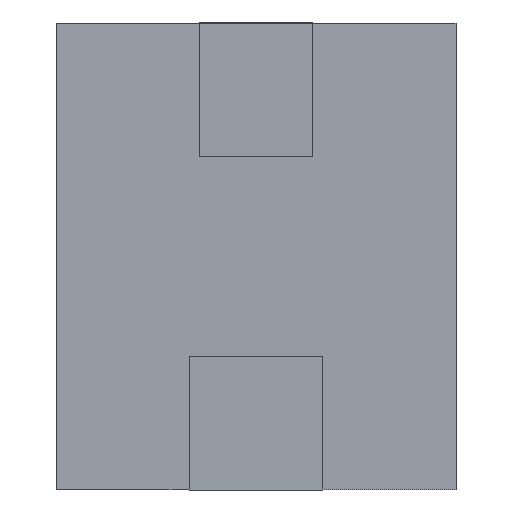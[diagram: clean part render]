
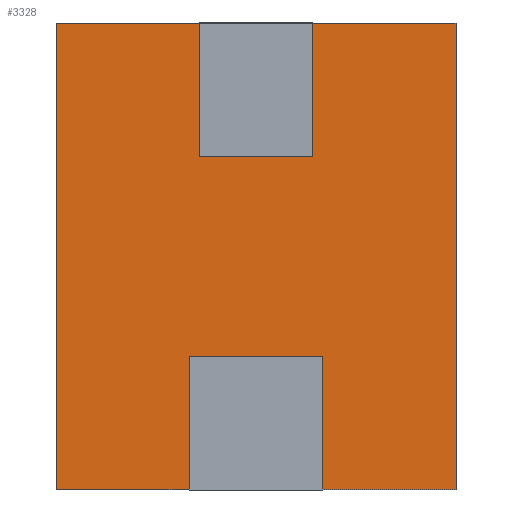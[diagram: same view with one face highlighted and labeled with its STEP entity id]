
A CAD part, front view. The second image highlights one B-rep face of the part: STEP entity #3328.
In plain terms, the highlighted planar face has unit normal (0, -1, 0).
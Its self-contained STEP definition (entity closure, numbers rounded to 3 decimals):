
#44 = CARTESIAN_POINT ( 'NONE',  ( 3., 0., -3.5 ) ) ;
#171 = EDGE_CURVE ( 'NONE', #5877, #2470, #6638, .T. ) ;
#367 = PLANE ( 'NONE',  #800 ) ;
#405 = LINE ( 'NONE', #5073, #2482 ) ;
#444 = CARTESIAN_POINT ( 'NONE',  ( -3., 0., 3.5 ) ) ;
#645 = VECTOR ( 'NONE', #1813, 1000. ) ;
#737 = CARTESIAN_POINT ( 'NONE',  ( 3., 0., 3.5 ) ) ;
#800 = AXIS2_PLACEMENT_3D ( 'NONE', #8385, #5703, #5793 ) ;
#900 = LINE ( 'NONE', #2652, #4839 ) ;
#1063 = CARTESIAN_POINT ( 'NONE',  ( 3., 0., 3.5 ) ) ;
#1094 = VERTEX_POINT ( 'NONE', #4044 ) ;
#1113 = DIRECTION ( 'NONE',  ( 1., 0., 0. ) ) ;
#1124 = EDGE_CURVE ( 'NONE', #2470, #1780, #7330, .T. ) ;
#1141 = ORIENTED_EDGE ( 'NONE', *, *, #8603, .T. ) ;
#1257 = VECTOR ( 'NONE', #8581, 1000. ) ;
#1296 = DIRECTION ( 'NONE',  ( 1., 0., 0. ) ) ;
#1472 = LINE ( 'NONE', #8528, #1257 ) ;
#1579 = CARTESIAN_POINT ( 'NONE',  ( 0.85, 0., 3.5 ) ) ;
#1612 = ORIENTED_EDGE ( 'NONE', *, *, #5284, .T. ) ;
#1780 = VERTEX_POINT ( 'NONE', #2502 ) ;
#1813 = DIRECTION ( 'NONE',  ( -1., 0., 0. ) ) ;
#2011 = EDGE_CURVE ( 'NONE', #5655, #1094, #900, .T. ) ;
#2470 = VERTEX_POINT ( 'NONE', #5367 ) ;
#2482 = VECTOR ( 'NONE', #1113, 1000. ) ;
#2502 = CARTESIAN_POINT ( 'NONE',  ( 3., 0., 3.5 ) ) ;
#2652 = CARTESIAN_POINT ( 'NONE',  ( -0.85, 0., 0. ) ) ;
#2920 = LINE ( 'NONE', #5943, #4666 ) ;
#3262 = VERTEX_POINT ( 'NONE', #1579 ) ;
#3328 = ADVANCED_FACE ( 'NONE', ( #5190 ), #367, .F. ) ;
#3341 = VECTOR ( 'NONE', #7640, 1000. ) ;
#3389 = EDGE_CURVE ( 'NONE', #7004, #3262, #2920, .T. ) ;
#3840 = ORIENTED_EDGE ( 'NONE', *, *, #3389, .F. ) ;
#3855 = DIRECTION ( 'NONE',  ( 0., 0., 1. ) ) ;
#3949 = ORIENTED_EDGE ( 'NONE', *, *, #171, .T. ) ;
#4044 = CARTESIAN_POINT ( 'NONE',  ( -0.85, 0., 1.5 ) ) ;
#4049 = DIRECTION ( 'NONE',  ( 0., 0., -1. ) ) ;
#4432 = VECTOR ( 'NONE', #7509, 1000. ) ;
#4666 = VECTOR ( 'NONE', #3855, 1000. ) ;
#4839 = VECTOR ( 'NONE', #4049, 1000. ) ;
#4873 = VECTOR ( 'NONE', #1296, 1000. ) ;
#4890 = LINE ( 'NONE', #444, #3341 ) ;
#5073 = CARTESIAN_POINT ( 'NONE',  ( 0., 0., 1.5 ) ) ;
#5190 = FACE_OUTER_BOUND ( 'NONE', #7638, .T. ) ;
#5216 = CARTESIAN_POINT ( 'NONE',  ( -3., 0., -3.5 ) ) ;
#5284 = EDGE_CURVE ( 'NONE', #1780, #3262, #8214, .T. ) ;
#5367 = CARTESIAN_POINT ( 'NONE',  ( 3., 0., -3.5 ) ) ;
#5389 = ORIENTED_EDGE ( 'NONE', *, *, #2011, .F. ) ;
#5432 = ORIENTED_EDGE ( 'NONE', *, *, #1124, .T. ) ;
#5655 = VERTEX_POINT ( 'NONE', #8175 ) ;
#5703 = DIRECTION ( 'NONE',  ( 0., 1., 0. ) ) ;
#5793 = DIRECTION ( 'NONE',  ( 0., 0., 1. ) ) ;
#5877 = VERTEX_POINT ( 'NONE', #5216 ) ;
#5943 = CARTESIAN_POINT ( 'NONE',  ( 0.85, 0., 0. ) ) ;
#6638 = LINE ( 'NONE', #44, #4873 ) ;
#6656 = EDGE_CURVE ( 'NONE', #1094, #7004, #405, .T. ) ;
#7004 = VERTEX_POINT ( 'NONE', #7465 ) ;
#7330 = LINE ( 'NONE', #737, #4432 ) ;
#7465 = CARTESIAN_POINT ( 'NONE',  ( 0.85, 0., 1.5 ) ) ;
#7509 = DIRECTION ( 'NONE',  ( 0., 0., 1. ) ) ;
#7566 = VERTEX_POINT ( 'NONE', #8588 ) ;
#7638 = EDGE_LOOP ( 'NONE', ( #8386, #5389, #7905, #1141, #3949, #5432, #1612, #3840 ) ) ;
#7640 = DIRECTION ( 'NONE',  ( 0., 0., -1. ) ) ;
#7905 = ORIENTED_EDGE ( 'NONE', *, *, #8390, .T. ) ;
#8175 = CARTESIAN_POINT ( 'NONE',  ( -0.85, 0., 3.5 ) ) ;
#8214 = LINE ( 'NONE', #1063, #645 ) ;
#8385 = CARTESIAN_POINT ( 'NONE',  ( 0., 0., 0. ) ) ;
#8386 = ORIENTED_EDGE ( 'NONE', *, *, #6656, .F. ) ;
#8390 = EDGE_CURVE ( 'NONE', #5655, #7566, #1472, .T. ) ;
#8528 = CARTESIAN_POINT ( 'NONE',  ( 3., 0., 3.5 ) ) ;
#8581 = DIRECTION ( 'NONE',  ( -1., 0., 0. ) ) ;
#8588 = CARTESIAN_POINT ( 'NONE',  ( -3., 0., 3.5 ) ) ;
#8603 = EDGE_CURVE ( 'NONE', #7566, #5877, #4890, .T. ) ;
